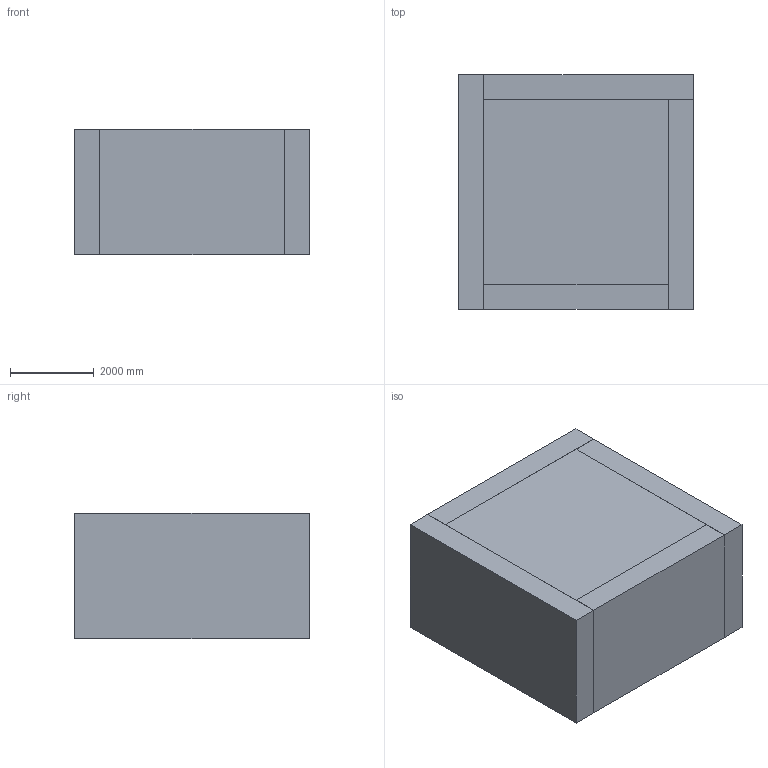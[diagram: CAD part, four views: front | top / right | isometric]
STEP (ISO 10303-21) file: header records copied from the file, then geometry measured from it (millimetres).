
FILE_DESCRIPTION(('Open CASCADE Model'),'2;1');
FILE_NAME('Open CASCADE Shape Model','2022-08-05T18:19:58',('Author'),( 'Open CASCADE'),'Open CASCADE STEP processor 7.5','Open CASCADE 7.5' ,'Unknown');
FILE_SCHEMA(('AUTOMOTIVE_DESIGN { 1 0 10303 214 1 1 1 1 }'));
Length unit declared in the file: metre
Products named in the file (9): product-fe6d246b-084f-4803-9005-13b04f7549c1-body 1; product-fe6d246b-084f-4803-9005-13b04f754994-body 2; product-fe6d246b-084f-4803-9005-13b04f754852-body 3; product-fe6d246b-084f-4803-9005-13b04f754814-body 4; product-fe6d246b-084f-4803-9005-13b04f75428a-body 5; product-fe6d246b-084f-4803-9005-13b04f754179-body 6; product-fe6d246b-084f-4803-9005-13b04f754158-body 7; product-fe6d246b-084f-4803-9005-13b04f75410d-body 8; product-fe6d246b-084f-4803-9005-13b04f7541de-body 9
Bounding box: 5600 x 5600 x 3000 mm (x, y, z)
Volume: 37363999999.9 mm3; surface area: 208740000 mm2
Topology: 9 solids, 9 shells, 54 faces, 108 edges, 72 vertices
Faces by surface type: plane 54
Entity records: 2850 total; most frequent: CARTESIAN_POINT 451, DIRECTION 434, LINE 324, VECTOR 324, ORIENTED_EDGE 216, PCURVE 216, DEFINITIONAL_REPRESENTATION 216, EDGE_CURVE 108
